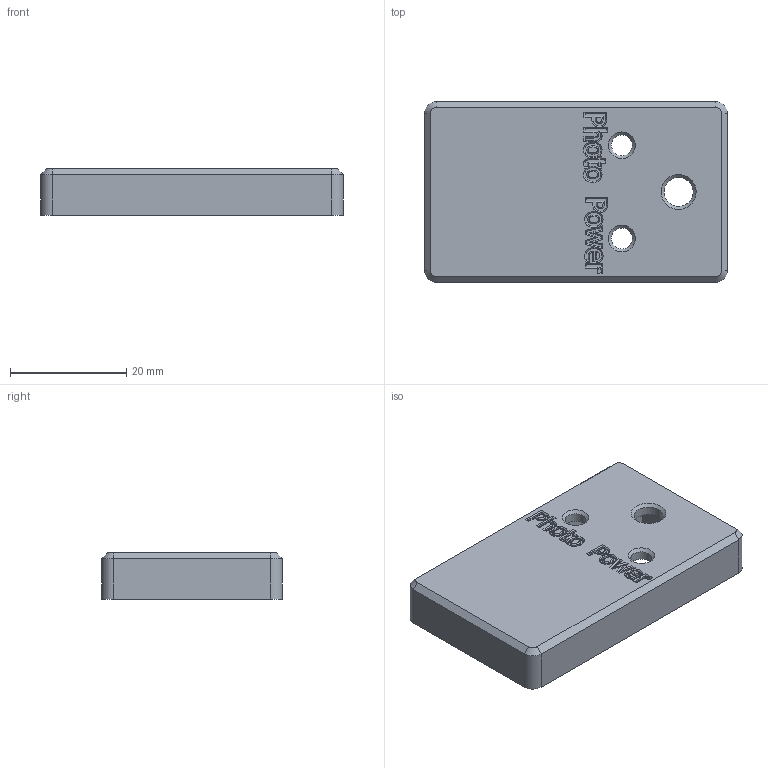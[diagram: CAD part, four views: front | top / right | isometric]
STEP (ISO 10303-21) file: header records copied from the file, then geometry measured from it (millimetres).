
FILE_DESCRIPTION(/* description */ (''),/* implementation_level */ '2;1');
FILE_NAME(/* name */ 'buttonsEnclosureTop.stp',/* time_stamp */ '2023-01-13T15:51:14+02:00',/* author */ ('iraklisrigakis'),/* organization */ (''),/* preprocessor_version */ 'ST-DEVELOPER v16.1',/* originating_system */ 'Autodesk Inventor 2016',/* authorisation */ '');
FILE_SCHEMA (('AUTOMOTIVE_DESIGN { 1 0 10303 214 3 1 1 }'));
Length unit declared in the file: millimetre
Products named in the file (1): buttonsEnclosureTop
Bounding box: 52 x 31 x 8 mm (x, y, z)
Volume: 8406.9 mm3; surface area: 5502.8 mm2
Topology: 1 solids, 1 shells, 315 faces, 742 edges, 447 vertices
Faces by surface type: plane 163, bspline 130, cylinder 13, cone 9
Full cylindrical faces by diameter (mm): 2.5 x4, 3.6 x2, 5 x1, 5.973 x2
Entity records: 11415 total; most frequent: CARTESIAN_POINT 5091, ORIENTED_EDGE 1464, DIRECTION 907, EDGE_CURVE 730, LINE 465, VECTOR 465, VERTEX_POINT 447, EDGE_LOOP 351
